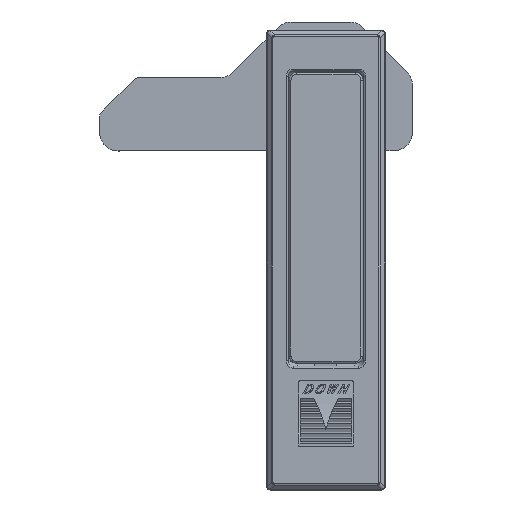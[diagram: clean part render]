
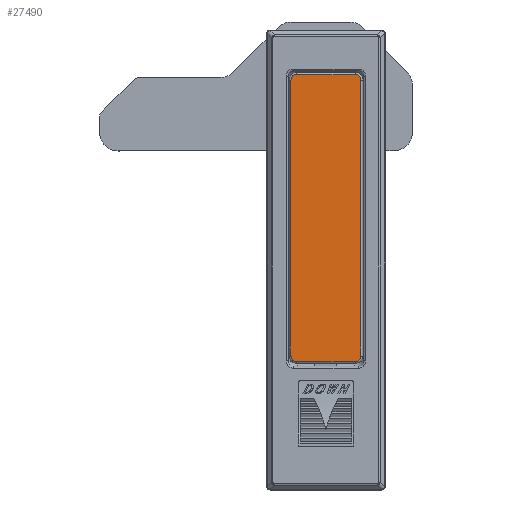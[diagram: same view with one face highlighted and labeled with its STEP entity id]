
A CAD part, top view. The second image highlights one B-rep face of the part: STEP entity #27490.
In plain terms, the highlighted planar face has unit normal (0, 0, 1).
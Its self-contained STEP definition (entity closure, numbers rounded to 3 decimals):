
#315 = PLANE ( 'NONE',  #28026 ) ;
#1455 = EDGE_LOOP ( 'NONE', ( #6180, #9647, #19394, #29160, #28892, #15255, #17295, #24607 ) ) ;
#2091 = DIRECTION ( 'NONE',  ( 0., 0., 1. ) ) ;
#2579 = EDGE_CURVE ( 'NONE', #11862, #3594, #16175, .T. ) ;
#2762 = VERTEX_POINT ( 'NONE', #31396 ) ;
#3013 = LINE ( 'NONE', #16135, #21372 ) ;
#3274 = CARTESIAN_POINT ( 'NONE',  ( 0., 0., 0. ) ) ;
#3594 = VERTEX_POINT ( 'NONE', #13966 ) ;
#3932 = EDGE_CURVE ( 'NONE', #2762, #6891, #12654, .T. ) ;
#4307 = EDGE_CURVE ( 'NONE', #6891, #5398, #21687, .T. ) ;
#5037 = VECTOR ( 'NONE', #34335, 1000. ) ;
#5398 = VERTEX_POINT ( 'NONE', #32280 ) ;
#5713 = AXIS2_PLACEMENT_3D ( 'NONE', #8412, #20234, #33430 ) ;
#6180 = ORIENTED_EDGE ( 'NONE', *, *, #18733, .T. ) ;
#6489 = DIRECTION ( 'NONE',  ( 1., 0., 0. ) ) ;
#6605 = CIRCLE ( 'NONE', #32125, 1.5 ) ;
#6891 = VERTEX_POINT ( 'NONE', #24148 ) ;
#7399 = CARTESIAN_POINT ( 'NONE',  ( -37.5, -8., 0. ) ) ;
#8412 = CARTESIAN_POINT ( 'NONE',  ( 37.5, 8., 0. ) ) ;
#9144 = CARTESIAN_POINT ( 'NONE',  ( -39., 8., 0. ) ) ;
#9647 = ORIENTED_EDGE ( 'NONE', *, *, #21716, .T. ) ;
#11862 = VERTEX_POINT ( 'NONE', #9144 ) ;
#12368 = CARTESIAN_POINT ( 'NONE',  ( 39., 0., 0. ) ) ;
#12654 = LINE ( 'NONE', #12368, #5037 ) ;
#13504 = DIRECTION ( 'NONE',  ( 1., 0., 0. ) ) ;
#13618 = EDGE_CURVE ( 'NONE', #29179, #11862, #18515, .T. ) ;
#13966 = CARTESIAN_POINT ( 'NONE',  ( -39., -8., 0. ) ) ;
#15255 = ORIENTED_EDGE ( 'NONE', *, *, #13618, .T. ) ;
#16135 = CARTESIAN_POINT ( 'NONE',  ( 0., -9.5, 0. ) ) ;
#16163 = DIRECTION ( 'NONE',  ( 0., 0., 1. ) ) ;
#16175 = LINE ( 'NONE', #17124, #26874 ) ;
#16179 = AXIS2_PLACEMENT_3D ( 'NONE', #28247, #25488, #6489 ) ;
#16320 = DIRECTION ( 'NONE',  ( -1., 0., 0. ) ) ;
#16975 = CARTESIAN_POINT ( 'NONE',  ( -37.5, 9.5, 0. ) ) ;
#17124 = CARTESIAN_POINT ( 'NONE',  ( -39., 0., 0. ) ) ;
#17295 = ORIENTED_EDGE ( 'NONE', *, *, #2579, .T. ) ;
#17354 = VERTEX_POINT ( 'NONE', #19273 ) ;
#17722 = CARTESIAN_POINT ( 'NONE',  ( 37.5, -9.5, 0. ) ) ;
#18348 = AXIS2_PLACEMENT_3D ( 'NONE', #7399, #2091, #21038 ) ;
#18515 = CIRCLE ( 'NONE', #16179, 1.5 ) ;
#18733 = EDGE_CURVE ( 'NONE', #17354, #20373, #3013, .T. ) ;
#19273 = CARTESIAN_POINT ( 'NONE',  ( -37.5, -9.5, 0. ) ) ;
#19394 = ORIENTED_EDGE ( 'NONE', *, *, #3932, .T. ) ;
#19956 = EDGE_CURVE ( 'NONE', #5398, #29179, #33197, .T. ) ;
#20234 = DIRECTION ( 'NONE',  ( 0., 0., 1. ) ) ;
#20373 = VERTEX_POINT ( 'NONE', #17722 ) ;
#21038 = DIRECTION ( 'NONE',  ( 1., 0., 0. ) ) ;
#21372 = VECTOR ( 'NONE', #21806, 1000. ) ;
#21687 = CIRCLE ( 'NONE', #5713, 1.5 ) ;
#21716 = EDGE_CURVE ( 'NONE', #20373, #2762, #6605, .T. ) ;
#21806 = DIRECTION ( 'NONE',  ( 1., 0., 0. ) ) ;
#22372 = DIRECTION ( 'NONE',  ( 1., 0., 0. ) ) ;
#24148 = CARTESIAN_POINT ( 'NONE',  ( 39., 8., 0. ) ) ;
#24531 = CARTESIAN_POINT ( 'NONE',  ( 37.5, -8., 0. ) ) ;
#24607 = ORIENTED_EDGE ( 'NONE', *, *, #25362, .T. ) ;
#25362 = EDGE_CURVE ( 'NONE', #3594, #17354, #30019, .T. ) ;
#25488 = DIRECTION ( 'NONE',  ( 0., 0., 1. ) ) ;
#26874 = VECTOR ( 'NONE', #30712, 1000. ) ;
#27490 = ADVANCED_FACE ( 'NONE', ( #33738 ), #315, .T. ) ;
#27594 = DIRECTION ( 'NONE',  ( 0., 0., 1. ) ) ;
#28026 = AXIS2_PLACEMENT_3D ( 'NONE', #3274, #27594, #22372 ) ;
#28247 = CARTESIAN_POINT ( 'NONE',  ( -37.5, 8., 0. ) ) ;
#28892 = ORIENTED_EDGE ( 'NONE', *, *, #19956, .T. ) ;
#29160 = ORIENTED_EDGE ( 'NONE', *, *, #4307, .T. ) ;
#29179 = VERTEX_POINT ( 'NONE', #16975 ) ;
#30019 = CIRCLE ( 'NONE', #18348, 1.5 ) ;
#30712 = DIRECTION ( 'NONE',  ( 0., -1., 0. ) ) ;
#31396 = CARTESIAN_POINT ( 'NONE',  ( 39., -8., 0. ) ) ;
#32125 = AXIS2_PLACEMENT_3D ( 'NONE', #24531, #16163, #13504 ) ;
#32280 = CARTESIAN_POINT ( 'NONE',  ( 37.5, 9.5, 0. ) ) ;
#32775 = CARTESIAN_POINT ( 'NONE',  ( 0., 9.5, 0. ) ) ;
#33197 = LINE ( 'NONE', #32775, #34061 ) ;
#33430 = DIRECTION ( 'NONE',  ( 1., 0., 0. ) ) ;
#33738 = FACE_OUTER_BOUND ( 'NONE', #1455, .T. ) ;
#34061 = VECTOR ( 'NONE', #16320, 1000. ) ;
#34335 = DIRECTION ( 'NONE',  ( 0., 1., 0. ) ) ;
